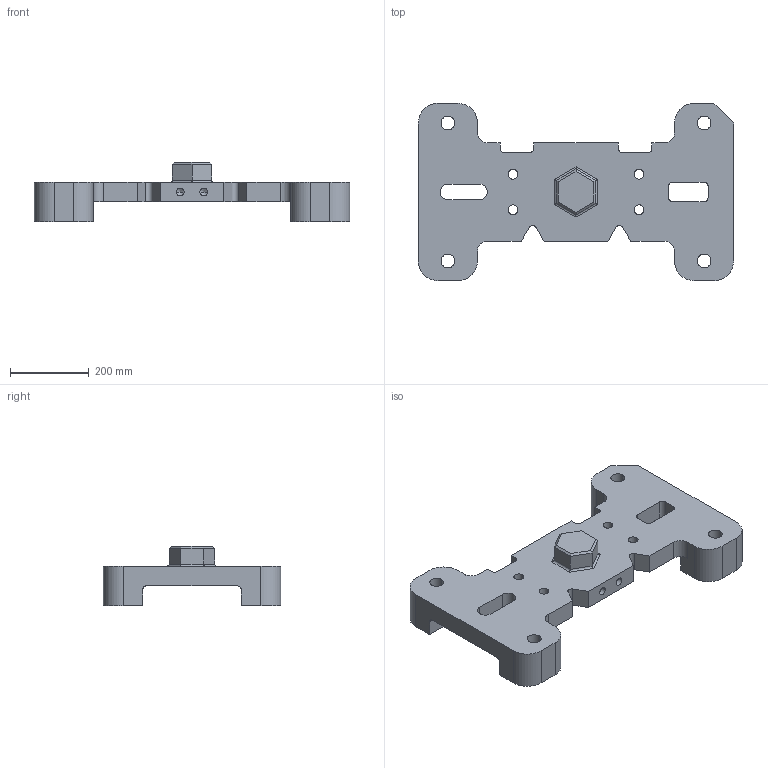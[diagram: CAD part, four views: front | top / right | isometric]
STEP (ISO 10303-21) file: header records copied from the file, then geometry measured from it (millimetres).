
FILE_DESCRIPTION(/* description */ (''),/* implementation_level */ '2;1');
FILE_NAME(/* name */ 'NI84E9~1',/* time_stamp */ '2014-04-01T10:33:27-04:00',/* author */ (''),/* organization */ (''),/* preprocessor_version */ 'ST-DEVELOPER v15',/* originating_system */ '',/* authorisation */ '');
FILE_SCHEMA (('CONFIG_CONTROL_DESIGN'));
Length unit declared in the file: millimetre
Products named in the file (1): Document
Bounding box: 800 x 450 x 150 mm (x, y, z)
Volume: 14642337.7 mm3; surface area: 807399.8 mm2
Topology: 1 solids, 1 shells, 113 faces, 314 edges, 202 vertices
Faces by surface type: bspline 57, plane 56
Entity records: 3957 total; most frequent: CARTESIAN_POINT 1964, ORIENTED_EDGE 620, EDGE_CURVE 310, B_SPLINE_CURVE_WITH_KNOTS 216, VERTEX_POINT 202, EDGE_LOOP 136, ADVANCED_FACE 113, FACE_OUTER_BOUND 113
